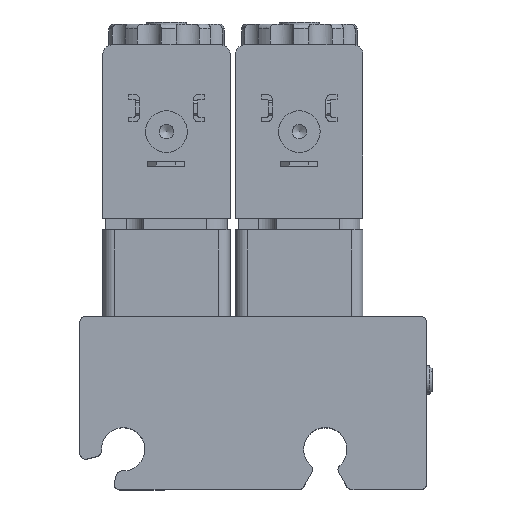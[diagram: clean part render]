
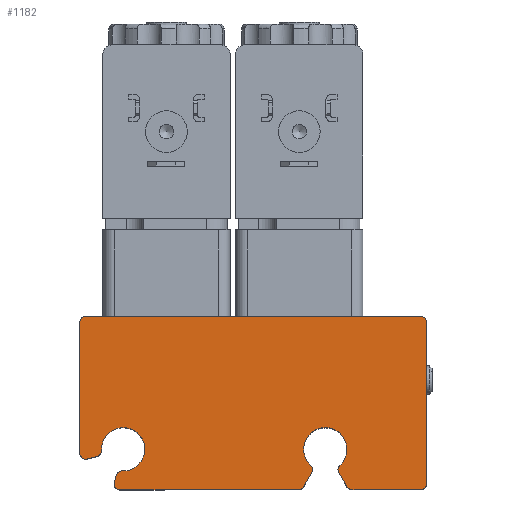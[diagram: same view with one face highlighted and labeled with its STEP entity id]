
A CAD part, top view. The second image highlights one B-rep face of the part: STEP entity #1182.
In plain terms, the highlighted planar face has unit normal (0, 0, 1).
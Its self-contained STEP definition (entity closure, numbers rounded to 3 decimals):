
#143=CARTESIAN_POINT('',(27.892,-11.44,24.));
#144=VERTEX_POINT('',#143);
#153=CARTESIAN_POINT('',(22.859,-11.44,24.));
#154=VERTEX_POINT('',#153);
#155=CARTESIAN_POINT('',(25.376,-8.66,24.));
#156=DIRECTION('',(0.0,0.0,1.0));
#157=DIRECTION('',(-0.5,0.866,0.0));
#158=AXIS2_PLACEMENT_3D('',#155,#156,#157);
#159=CIRCLE('',#158,3.75);
#160=EDGE_CURVE('',#144,#154,#159,.T.);
#187=CARTESIAN_POINT('',(27.697,-12.681,24.));
#188=VERTEX_POINT('',#187);
#195=CARTESIAN_POINT('',(28.563,-12.181,24.));
#196=DIRECTION('',(0.0,0.0,-1.0));
#197=DIRECTION('',(-0.988,0.155,0.0));
#198=AXIS2_PLACEMENT_3D('',#195,#196,#197);
#199=CIRCLE('',#198,1.0);
#200=EDGE_CURVE('',#188,#144,#199,.T.);
#227=CARTESIAN_POINT('',(29.128,-15.16,24.));
#228=VERTEX_POINT('',#227);
#235=CARTESIAN_POINT('',(29.128,-15.16,24.));
#236=DIRECTION('',(-0.5,0.866,0.0));
#237=VECTOR('',#236,2.862);
#238=LINE('',#235,#237);
#239=EDGE_CURVE('',#228,#188,#238,.T.);
#278=CARTESIAN_POINT('',(-9.811,-12.405,24.));
#279=VERTEX_POINT('',#278);
#288=CARTESIAN_POINT('',(-13.37,-8.846,24.));
#289=VERTEX_POINT('',#288);
#290=CARTESIAN_POINT('',(-9.624,-8.66,24.));
#291=DIRECTION('',(0.0,0.0,1.0));
#292=DIRECTION('',(0.259,0.966,0.0));
#293=AXIS2_PLACEMENT_3D('',#290,#291,#292);
#294=CIRCLE('',#293,3.75);
#295=EDGE_CURVE('',#279,#289,#294,.T.);
#1021=CARTESIAN_POINT('',(12.516,-1.735,24.));
#1022=DIRECTION('',(0.0,0.0,1.0));
#1023=DIRECTION('',(1.0,0.0,0.0));
#1024=AXIS2_PLACEMENT_3D('',#1021,#1022,#1023);
#1025=PLANE('',#1024);
#1026=CARTESIAN_POINT('',(-16.124,14.34,24.));
#1027=VERTEX_POINT('',#1026);
#1028=CARTESIAN_POINT('',(41.876,14.34,24.));
#1029=VERTEX_POINT('',#1028);
#1030=CARTESIAN_POINT('',(-16.124,14.34,24.));
#1031=DIRECTION('',(1.0,0.0,0.0));
#1032=VECTOR('',#1031,58.);
#1033=LINE('',#1030,#1032);
#1034=EDGE_CURVE('',#1027,#1029,#1033,.T.);
#1035=ORIENTED_EDGE('',*,*,#1034,.F.);
#1036=CARTESIAN_POINT('',(-17.124,13.34,24.));
#1037=VERTEX_POINT('',#1036);
#1038=CARTESIAN_POINT('',(-16.124,13.34,24.));
#1039=DIRECTION('',(0.0,0.0,-1.0));
#1040=DIRECTION('',(-0.707,0.707,0.0));
#1041=AXIS2_PLACEMENT_3D('',#1038,#1039,#1040);
#1042=CIRCLE('',#1041,1.0);
#1043=EDGE_CURVE('',#1037,#1027,#1042,.T.);
#1044=ORIENTED_EDGE('',*,*,#1043,.F.);
#1045=CARTESIAN_POINT('',(-17.124,-9.366,24.));
#1046=VERTEX_POINT('',#1045);
#1047=CARTESIAN_POINT('',(-17.124,-9.366,24.));
#1048=DIRECTION('',(0.0,1.0,0.0));
#1049=VECTOR('',#1048,22.706);
#1050=LINE('',#1047,#1049);
#1051=EDGE_CURVE('',#1046,#1037,#1050,.T.);
#1052=ORIENTED_EDGE('',*,*,#1051,.F.);
#1053=CARTESIAN_POINT('',(-15.866,-10.332,24.));
#1054=VERTEX_POINT('',#1053);
#1055=CARTESIAN_POINT('',(-16.124,-9.366,24.));
#1056=DIRECTION('',(0.0,0.0,-1.0));
#1057=DIRECTION('',(-0.609,-0.793,0.0));
#1058=AXIS2_PLACEMENT_3D('',#1055,#1056,#1057);
#1059=CIRCLE('',#1058,1.0);
#1060=EDGE_CURVE('',#1054,#1046,#1059,.T.);
#1061=ORIENTED_EDGE('',*,*,#1060,.F.);
#1062=CARTESIAN_POINT('',(-14.11,-9.862,24.));
#1063=VERTEX_POINT('',#1062);
#1064=CARTESIAN_POINT('',(-14.11,-9.862,24.));
#1065=DIRECTION('',(-0.966,-0.259,0.0));
#1066=VECTOR('',#1065,1.818);
#1067=LINE('',#1064,#1066);
#1068=EDGE_CURVE('',#1063,#1054,#1067,.T.);
#1069=ORIENTED_EDGE('',*,*,#1068,.F.);
#1070=CARTESIAN_POINT('',(-14.368,-8.896,24.));
#1071=DIRECTION('',(0.0,0.0,-1.0));
#1072=DIRECTION('',(0.808,-0.589,0.0));
#1073=AXIS2_PLACEMENT_3D('',#1070,#1071,#1072);
#1074=CIRCLE('',#1073,1.0);
#1075=EDGE_CURVE('',#289,#1063,#1074,.T.);
#1076=ORIENTED_EDGE('',*,*,#1075,.F.);
#1077=ORIENTED_EDGE('',*,*,#295,.F.);
#1078=CARTESIAN_POINT('',(-10.826,-13.145,24.));
#1079=VERTEX_POINT('',#1078);
#1080=CARTESIAN_POINT('',(-9.86,-13.404,24.));
#1081=DIRECTION('',(0.0,0.0,-1.0));
#1082=DIRECTION('',(-0.589,0.808,0.0));
#1083=AXIS2_PLACEMENT_3D('',#1080,#1081,#1082);
#1084=CIRCLE('',#1083,1.0);
#1085=EDGE_CURVE('',#1079,#279,#1084,.T.);
#1086=ORIENTED_EDGE('',*,*,#1085,.F.);
#1087=CARTESIAN_POINT('',(-11.163,-14.401,24.));
#1088=VERTEX_POINT('',#1087);
#1089=CARTESIAN_POINT('',(-11.163,-14.401,24.));
#1090=DIRECTION('',(0.259,0.966,0.0));
#1091=VECTOR('',#1090,1.3);
#1092=LINE('',#1089,#1091);
#1093=EDGE_CURVE('',#1088,#1079,#1092,.T.);
#1094=ORIENTED_EDGE('',*,*,#1093,.F.);
#1095=CARTESIAN_POINT('',(-10.197,-15.66,24.));
#1096=VERTEX_POINT('',#1095);
#1097=CARTESIAN_POINT('',(-10.197,-14.66,24.));
#1098=DIRECTION('',(0.0,0.0,-1.0));
#1099=DIRECTION('',(-0.793,-0.609,0.0));
#1100=AXIS2_PLACEMENT_3D('',#1097,#1098,#1099);
#1101=CIRCLE('',#1100,1.0);
#1102=EDGE_CURVE('',#1096,#1088,#1101,.T.);
#1103=ORIENTED_EDGE('',*,*,#1102,.F.);
#1104=CARTESIAN_POINT('',(20.757,-15.66,24.));
#1105=VERTEX_POINT('',#1104);
#1106=CARTESIAN_POINT('',(20.757,-15.66,24.));
#1107=DIRECTION('',(-1.0,0.0,0.0));
#1108=VECTOR('',#1107,30.954);
#1109=LINE('',#1106,#1108);
#1110=EDGE_CURVE('',#1105,#1096,#1109,.T.);
#1111=ORIENTED_EDGE('',*,*,#1110,.F.);
#1112=CARTESIAN_POINT('',(21.623,-15.16,24.));
#1113=VERTEX_POINT('',#1112);
#1114=CARTESIAN_POINT('',(20.757,-14.66,24.));
#1115=DIRECTION('',(0.0,0.0,-1.0));
#1116=DIRECTION('',(0.5,-0.866,0.0));
#1117=AXIS2_PLACEMENT_3D('',#1114,#1115,#1116);
#1118=CIRCLE('',#1117,1.0);
#1119=EDGE_CURVE('',#1113,#1105,#1118,.T.);
#1120=ORIENTED_EDGE('',*,*,#1119,.F.);
#1121=CARTESIAN_POINT('',(23.054,-12.681,24.));
#1122=VERTEX_POINT('',#1121);
#1123=CARTESIAN_POINT('',(23.054,-12.681,24.));
#1124=DIRECTION('',(-0.5,-0.866,0.0));
#1125=VECTOR('',#1124,2.862);
#1126=LINE('',#1123,#1125);
#1127=EDGE_CURVE('',#1122,#1113,#1126,.T.);
#1128=ORIENTED_EDGE('',*,*,#1127,.F.);
#1129=CARTESIAN_POINT('',(22.188,-12.181,24.));
#1130=DIRECTION('',(0.0,0.0,-1.0));
#1131=DIRECTION('',(0.988,0.155,0.0));
#1132=AXIS2_PLACEMENT_3D('',#1129,#1130,#1131);
#1133=CIRCLE('',#1132,1.0);
#1134=EDGE_CURVE('',#154,#1122,#1133,.T.);
#1135=ORIENTED_EDGE('',*,*,#1134,.F.);
#1136=ORIENTED_EDGE('',*,*,#160,.F.);
#1137=ORIENTED_EDGE('',*,*,#200,.F.);
#1138=ORIENTED_EDGE('',*,*,#239,.F.);
#1139=CARTESIAN_POINT('',(29.994,-15.66,24.));
#1140=VERTEX_POINT('',#1139);
#1141=CARTESIAN_POINT('',(29.994,-14.66,24.));
#1142=DIRECTION('',(0.0,0.0,-1.0));
#1143=DIRECTION('',(-0.5,-0.866,0.0));
#1144=AXIS2_PLACEMENT_3D('',#1141,#1142,#1143);
#1145=CIRCLE('',#1144,1.0);
#1146=EDGE_CURVE('',#1140,#228,#1145,.T.);
#1147=ORIENTED_EDGE('',*,*,#1146,.F.);
#1148=CARTESIAN_POINT('',(41.876,-15.66,24.));
#1149=VERTEX_POINT('',#1148);
#1150=CARTESIAN_POINT('',(41.876,-15.66,24.));
#1151=DIRECTION('',(-1.0,0.0,0.0));
#1152=VECTOR('',#1151,11.881);
#1153=LINE('',#1150,#1152);
#1154=EDGE_CURVE('',#1149,#1140,#1153,.T.);
#1155=ORIENTED_EDGE('',*,*,#1154,.F.);
#1156=CARTESIAN_POINT('',(42.876,-14.66,24.));
#1157=VERTEX_POINT('',#1156);
#1158=CARTESIAN_POINT('',(41.876,-14.66,24.));
#1159=DIRECTION('',(0.0,0.0,-1.0));
#1160=DIRECTION('',(0.707,-0.707,0.0));
#1161=AXIS2_PLACEMENT_3D('',#1158,#1159,#1160);
#1162=CIRCLE('',#1161,1.0);
#1163=EDGE_CURVE('',#1157,#1149,#1162,.T.);
#1164=ORIENTED_EDGE('',*,*,#1163,.F.);
#1165=CARTESIAN_POINT('',(42.876,13.34,24.));
#1166=VERTEX_POINT('',#1165);
#1167=CARTESIAN_POINT('',(42.876,13.34,24.));
#1168=DIRECTION('',(0.0,-1.0,0.0));
#1169=VECTOR('',#1168,28.0);
#1170=LINE('',#1167,#1169);
#1171=EDGE_CURVE('',#1166,#1157,#1170,.T.);
#1172=ORIENTED_EDGE('',*,*,#1171,.F.);
#1173=CARTESIAN_POINT('',(41.876,13.34,24.));
#1174=DIRECTION('',(0.0,0.0,-1.0));
#1175=DIRECTION('',(0.707,0.707,0.0));
#1176=AXIS2_PLACEMENT_3D('',#1173,#1174,#1175);
#1177=CIRCLE('',#1176,1.0);
#1178=EDGE_CURVE('',#1029,#1166,#1177,.T.);
#1179=ORIENTED_EDGE('',*,*,#1178,.F.);
#1180=EDGE_LOOP('',(#1035,#1044,#1052,#1061,#1069,#1076,#1077,#1086,#1094,#1103,#1111,#1120,#1128,#1135,#1136,#1137,#1138,#1147,#1155,#1164,#1172,#1179));
#1181=FACE_OUTER_BOUND('',#1180,.T.);
#1182=ADVANCED_FACE('',(#1181),#1025,.T.);
